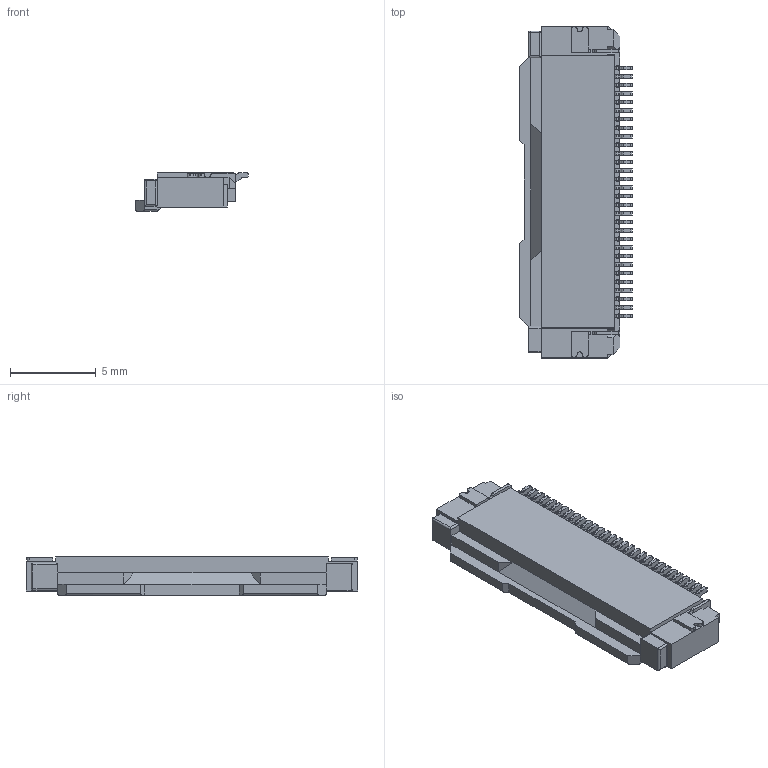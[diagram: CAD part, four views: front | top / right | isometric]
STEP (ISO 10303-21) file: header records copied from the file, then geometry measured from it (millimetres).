
FILE_DESCRIPTION(('CoCreate Modeling STEP Export'),'2;1');
FILE_NAME('0.5-3-30Pin.stp','2017-09-13T15:04:10',(''),(''),'CoCreate Modeling STEP processor for AP214 (Solid Model)','CoCreate Modeling 17.0 01-Apr-2010 (C) Parametric Technology GmbH','');
FILE_SCHEMA(('AUTOMOTIVE_DESIGN { 1 0 10303 214 1 1 1 1 }'));
Length unit declared in the file: millimetre
Products named in the file (1): 0.5-3-30pin
Bounding box: 6.57 x 19.4 x 2.25 mm (x, y, z)
Volume: 188.2 mm3; surface area: 478.3 mm2
Topology: 1 solids, 1 shells, 1406 faces, 4179 edges, 2710 vertices
Faces by surface type: plane 718, cylinder 685, sphere 3
Entity records: 44238 total; most frequent: ORIENTED_EDGE 8352, CARTESIAN_POINT 7569, DIRECTION 7090, EDGE_CURVE 4176, VERTEX_POINT 2710, VECTOR 2628, LINE 2628, AXIS2_PLACEMENT_3D 2231
